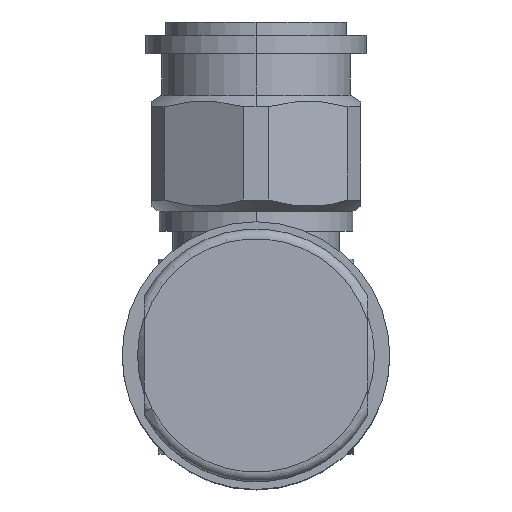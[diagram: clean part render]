
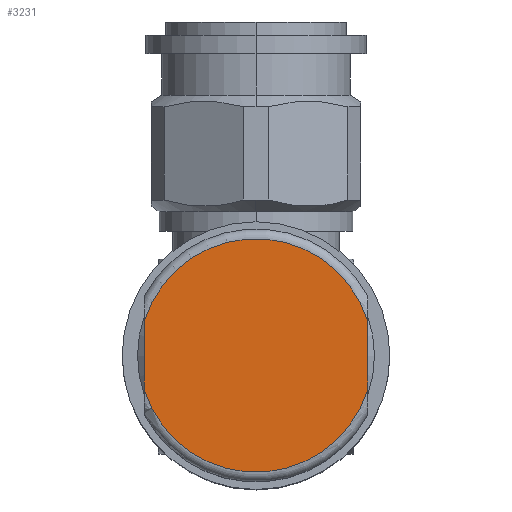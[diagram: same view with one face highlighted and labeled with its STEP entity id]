
A CAD part, top view. The second image highlights one B-rep face of the part: STEP entity #3231.
In plain terms, the highlighted planar face has unit normal (0, 0, 1).
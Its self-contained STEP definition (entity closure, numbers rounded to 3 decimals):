
#342=CARTESIAN_POINT('',(0.,-8.5,28.5));
#343=DIRECTION('',(0.,0.,1.));
#344=DIRECTION('',(0.955,0.296,0.));
#345=AXIS2_PLACEMENT_3D('',#342,#343,#344);
#396=CARTESIAN_POINT('',(0.,-8.5,28.5));
#397=DIRECTION('',(0.,0.,1.));
#398=DIRECTION('',(-0.955,-0.296,0.));
#399=AXIS2_PLACEMENT_3D('',#396,#397,#398);
#414=DIRECTION('',(0.,1.,0.));
#415=VECTOR('',#414,4.956);
#416=CARTESIAN_POINT('',(-8.,-10.978,28.5));
#417=LINE('',#416,#415);
#418=DIRECTION('',(0.,1.,0.));
#419=VECTOR('',#418,4.956);
#420=CARTESIAN_POINT('',(8.,-10.978,28.5));
#421=LINE('',#420,#419);
#2554=CARTESIAN_POINT('',(-8.,-10.978,28.5));
#2555=CARTESIAN_POINT('',(-8.,-6.022,28.5));
#2556=VERTEX_POINT('',#2554);
#2557=VERTEX_POINT('',#2555);
#2558=CARTESIAN_POINT('',(8.,-10.978,28.5));
#2559=CARTESIAN_POINT('',(8.,-6.022,28.5));
#2560=VERTEX_POINT('',#2558);
#2561=VERTEX_POINT('',#2559);
#3219=CARTESIAN_POINT('',(0.,-8.5,28.5));
#3220=DIRECTION('',(0.,0.,1.));
#3221=DIRECTION('',(0.,1.,0.));
#3222=AXIS2_PLACEMENT_3D('',#3219,#3220,#3221);
#3223=PLANE('',#3222);
#3224=ORIENTED_EDGE('',*,*,#3184,.T.);
#3225=ORIENTED_EDGE('',*,*,#3194,.F.);
#3227=ORIENTED_EDGE('',*,*,#3226,.F.);
#3228=ORIENTED_EDGE('',*,*,#3212,.F.);
#3229=EDGE_LOOP('',(#3224,#3225,#3227,#3228));
#3230=FACE_OUTER_BOUND('',#3229,.F.);
#346=CIRCLE('',#345,8.375);
#400=CIRCLE('',#399,8.375);
#3184=EDGE_CURVE('',#2556,#2557,#417,.T.);
#3194=EDGE_CURVE('',#2561,#2557,#346,.T.);
#3212=EDGE_CURVE('',#2556,#2560,#400,.T.);
#3226=EDGE_CURVE('',#2560,#2561,#421,.T.);
#3231=ADVANCED_FACE('',(#3230),#3223,.T.);
